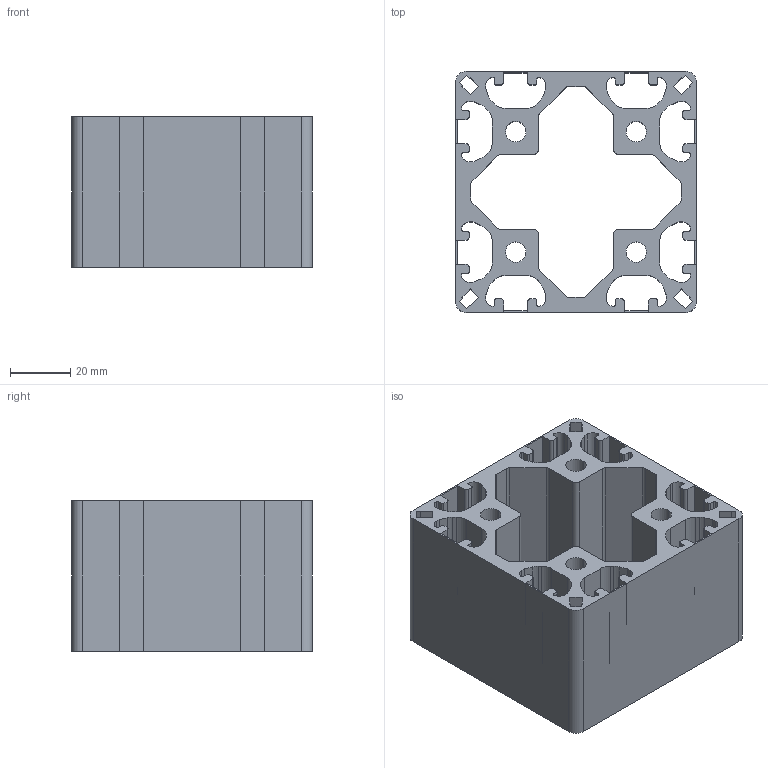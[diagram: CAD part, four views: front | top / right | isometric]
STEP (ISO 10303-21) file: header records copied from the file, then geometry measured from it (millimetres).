
FILE_DESCRIPTION (( 'STEP AP214' ), '1' );
FILE_NAME ('BASE08E0174-Profilé 8 80x80 8N léger.step', '2023-03-24T09:42:48', ( 'Altae' ), ( '' ), 'SwSTEP 2.0', 'SolidWorks 2021', '' );
FILE_SCHEMA (( 'AUTOMOTIVE_DESIGN' ));
Length unit declared in the file: millimetre
Products named in the file (1): BASE08E0174-Profilé 8 80x80 8N léger
Bounding box: 80 x 80 x 50 mm (x, y, z)
Volume: 111587.5 mm3; surface area: 65421.8 mm2
Topology: 1 solids, 1 shells, 314 faces, 936 edges, 624 vertices
Faces by surface type: plane 186, cylinder 128
Entity records: 10678 total; most frequent: CARTESIAN_POINT 1875, ORIENTED_EDGE 1872, DIRECTION 1822, EDGE_CURVE 936, LINE 680, VECTOR 680, VERTEX_POINT 624, AXIS2_PLACEMENT_3D 571
